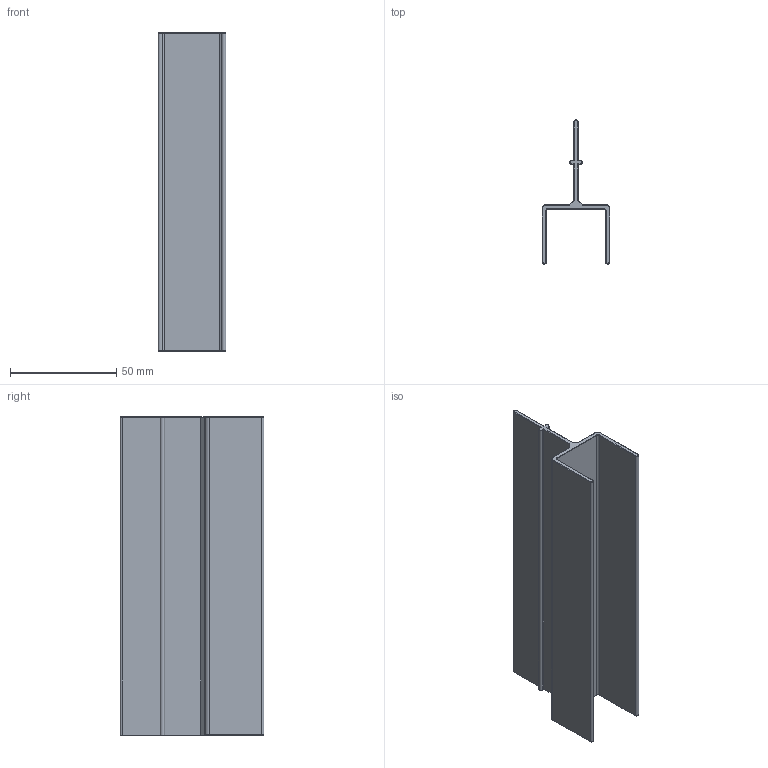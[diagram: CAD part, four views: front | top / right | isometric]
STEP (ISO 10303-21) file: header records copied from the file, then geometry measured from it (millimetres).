
FILE_DESCRIPTION (( 'STEP AP203' ), '1' );
FILE_NAME ('AL-EF-3381 Îòáîéíèê äëÿ ðîëèêîâûõ íàïðàâëÿþùèõ EF-3381 áåëûé.STEP', '2025-03-19T06:27:21', ( '' ), ( '' ), 'SwSTEP 2.0', 'SolidWorks 2021', '' );
FILE_SCHEMA (( 'CONFIG_CONTROL_DESIGN' ));
Length unit declared in the file: millimetre
Products named in the file (1): AL-EF-3381 Îòáîéíèê äëÿ ðîëèêîâûõ íàïðàâëÿþùèõ EF-3381 áåëûé
Bounding box: 32 x 67.8 x 150 mm (x, y, z)
Volume: 38363.4 mm3; surface area: 37972 mm2
Topology: 1 solids, 1 shells, 76 faces, 178 edges, 102 vertices
Faces by surface type: cylinder 37, bspline 20, plane 19
Entity records: 2683 total; most frequent: CARTESIAN_POINT 1008, ORIENTED_EDGE 352, DIRECTION 316, EDGE_CURVE 176, AXIS2_PLACEMENT_3D 114, VERTEX_POINT 102, VECTOR 88, LINE 88
